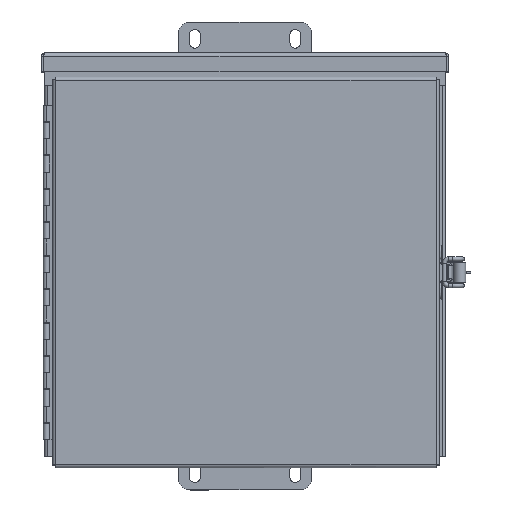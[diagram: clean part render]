
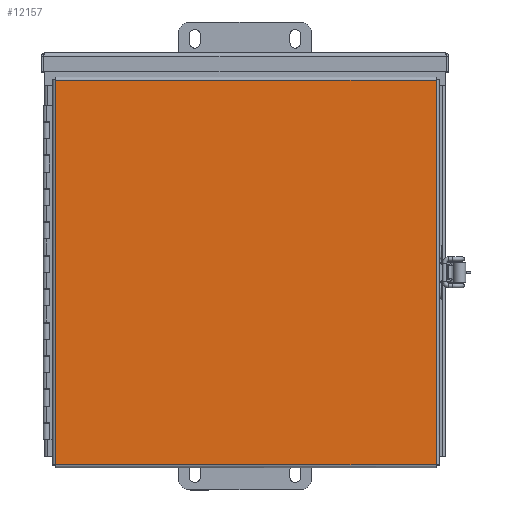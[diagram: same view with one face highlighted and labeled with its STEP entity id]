
A CAD part, top view. The second image highlights one B-rep face of the part: STEP entity #12157.
In plain terms, the highlighted face is planar.
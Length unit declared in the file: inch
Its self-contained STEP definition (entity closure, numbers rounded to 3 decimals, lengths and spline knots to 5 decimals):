
#711=PLANE($,#13067);
#1287=FACE_OUTER_BOUND($,#1972,.T.);
#1972=EDGE_LOOP($,(#9588,#9589,#9590,#9591));
#3343=LINE($,#20241,#4439);
#3359=LINE($,#20343,#4455);
#3374=LINE($,#20443,#4470);
#3389=LINE($,#20542,#4485);
#4439=VECTOR($,#15338,11.375);
#4455=VECTOR($,#15368,11.5);
#4470=VECTOR($,#15397,11.375);
#4485=VECTOR($,#15426,11.5);
#5472=VERTEX_POINT($,#20232);
#5473=VERTEX_POINT($,#20240);
#5484=VERTEX_POINT($,#20335);
#5494=VERTEX_POINT($,#20435);
#6871=EDGE_CURVE($,#5473,#5472,#3343,.T.);
#6891=EDGE_CURVE($,#5472,#5484,#3359,.T.);
#6910=EDGE_CURVE($,#5484,#5494,#3374,.T.);
#6929=EDGE_CURVE($,#5494,#5473,#3389,.T.);
#9588=ORIENTED_EDGE($,*,*,#6871,.T.);
#9589=ORIENTED_EDGE($,*,*,#6891,.T.);
#9590=ORIENTED_EDGE($,*,*,#6910,.T.);
#9591=ORIENTED_EDGE($,*,*,#6929,.T.);
#12157=ADVANCED_FACE($,(#1287),#711,.F.);
#13067=AXIS2_PLACEMENT_3D($,#20628,#15451,#15452);
#15338=DIRECTION($,(-1.,0.,0.));
#15368=DIRECTION($,(0.,1.,0.));
#15397=DIRECTION($,(1.,0.,0.));
#15426=DIRECTION($,(0.,-1.,0.));
#15451=DIRECTION('center_axis',(0.,0.,1.));
#15452=DIRECTION('ref_axis',(1.,0.,0.));
#20232=CARTESIAN_POINT('',(-5.90625,-5.75,0.));
#20240=CARTESIAN_POINT('',(5.46875,-5.75,0.));
#20241=CARTESIAN_POINT($,(2.625,-5.75,0.));
#20335=CARTESIAN_POINT('',(-5.90625,5.75,0.));
#20343=CARTESIAN_POINT($,(-5.90625,-2.875,0.));
#20435=CARTESIAN_POINT('',(5.46875,5.75,0.));
#20443=CARTESIAN_POINT($,(-3.0625,5.75,0.));
#20542=CARTESIAN_POINT($,(5.46875,2.875,0.));
#20628=CARTESIAN_POINT('Origin',(-0.21875,0.,
0.));
